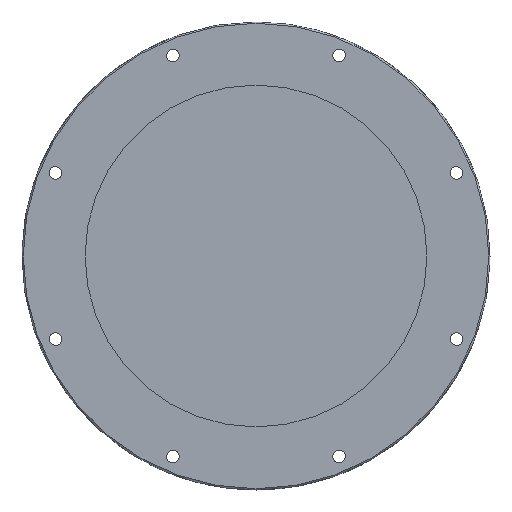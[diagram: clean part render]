
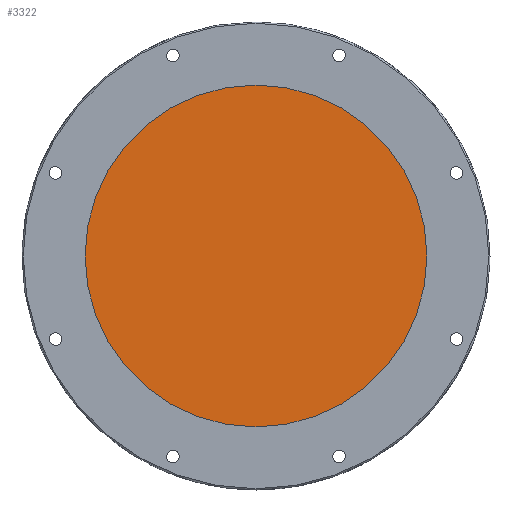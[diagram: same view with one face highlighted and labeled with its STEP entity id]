
A CAD part, front view. The second image highlights one B-rep face of the part: STEP entity #3322.
In plain terms, the highlighted planar face has unit normal (0, -1, 0).
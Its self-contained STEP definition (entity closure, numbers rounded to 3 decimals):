
#139 = ORIENTED_EDGE ( 'NONE', *, *, #2026, .T. ) ;
#347 = CIRCLE ( 'NONE', #1736, 42. ) ;
#542 = FACE_OUTER_BOUND ( 'NONE', #3061, .T. ) ;
#773 = CARTESIAN_POINT ( 'NONE',  ( 0., 2.2, -42. ) ) ;
#861 = CIRCLE ( 'NONE', #1822, 42. ) ;
#910 = DIRECTION ( 'NONE',  ( 0., -1., 0. ) ) ;
#1512 = DIRECTION ( 'NONE',  ( 0., 0., -1. ) ) ;
#1516 = DIRECTION ( 'NONE',  ( 0., -1., 0. ) ) ;
#1720 = DIRECTION ( 'NONE',  ( 0., -1., 0. ) ) ;
#1736 = AXIS2_PLACEMENT_3D ( 'NONE', #2497, #1516, #3747 ) ;
#1743 = CARTESIAN_POINT ( 'NONE',  ( 0., 2.2, 0. ) ) ;
#1822 = AXIS2_PLACEMENT_3D ( 'NONE', #2161, #910, #2823 ) ;
#2026 = EDGE_CURVE ( 'NONE', #3357, #3551, #861, .T. ) ;
#2161 = CARTESIAN_POINT ( 'NONE',  ( 0., 2.2, 0. ) ) ;
#2497 = CARTESIAN_POINT ( 'NONE',  ( 0., 2.2, 0. ) ) ;
#2546 = EDGE_CURVE ( 'NONE', #3551, #3357, #347, .T. ) ;
#2813 = PLANE ( 'NONE',  #2857 ) ;
#2823 = DIRECTION ( 'NONE',  ( 0., 0., -1. ) ) ;
#2857 = AXIS2_PLACEMENT_3D ( 'NONE', #1743, #1720, #1512 ) ;
#2939 = CARTESIAN_POINT ( 'NONE',  ( 0., 2.2, 42. ) ) ;
#3061 = EDGE_LOOP ( 'NONE', ( #139, #4136 ) ) ;
#3322 = ADVANCED_FACE ( 'NONE', ( #542 ), #2813, .T. ) ;
#3357 = VERTEX_POINT ( 'NONE', #773 ) ;
#3551 = VERTEX_POINT ( 'NONE', #2939 ) ;
#3747 = DIRECTION ( 'NONE',  ( 0., 0., -1. ) ) ;
#4136 = ORIENTED_EDGE ( 'NONE', *, *, #2546, .T. ) ;
